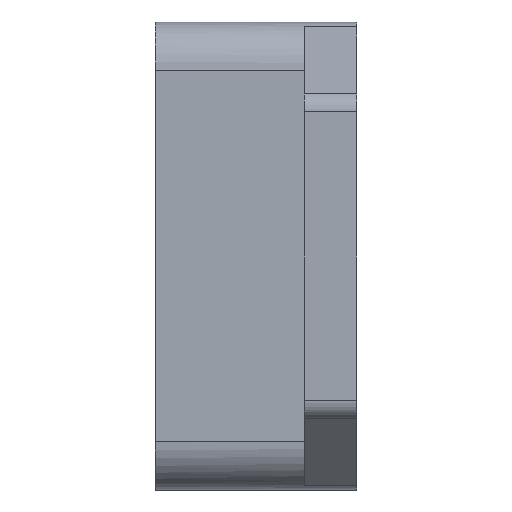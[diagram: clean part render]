
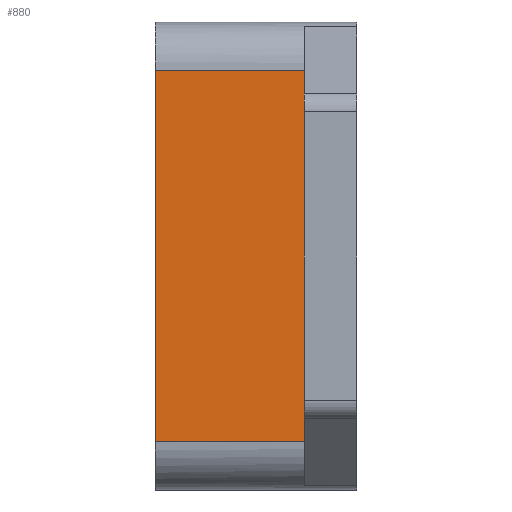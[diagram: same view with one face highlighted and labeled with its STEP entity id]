
A CAD part, left-side view. The second image highlights one B-rep face of the part: STEP entity #880.
In plain terms, the highlighted planar face has unit normal (-1, 0, 0).
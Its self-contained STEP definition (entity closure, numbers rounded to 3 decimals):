
#7 = EDGE_CURVE ( 'NONE', #3411, #3305, #2499, .T. ) ;
#43 = DIRECTION ( 'NONE',  ( 1., 0., 0. ) ) ;
#93 = LINE ( 'NONE', #3189, #3291 ) ;
#142 = EDGE_LOOP ( 'NONE', ( #597, #1184, #1827, #1217 ) ) ;
#204 = EDGE_CURVE ( 'NONE', #353, #3411, #93, .T. ) ;
#316 = EDGE_CURVE ( 'NONE', #353, #1229, #3548, .T. ) ;
#353 = VERTEX_POINT ( 'NONE', #3020 ) ;
#384 = EDGE_CURVE ( 'NONE', #1229, #3305, #2377, .T. ) ;
#597 = ORIENTED_EDGE ( 'NONE', *, *, #384, .T. ) ;
#753 = DIRECTION ( 'NONE',  ( 0., -1., 0. ) ) ;
#880 = ADVANCED_FACE ( 'NONE', ( #1362 ), #2286, .F. ) ;
#907 = DIRECTION ( 'NONE',  ( 0., 0., 1. ) ) ;
#1152 = DIRECTION ( 'NONE',  ( 0., 0., -1. ) ) ;
#1184 = ORIENTED_EDGE ( 'NONE', *, *, #7, .F. ) ;
#1217 = ORIENTED_EDGE ( 'NONE', *, *, #316, .T. ) ;
#1229 = VERTEX_POINT ( 'NONE', #2493 ) ;
#1276 = VECTOR ( 'NONE', #3582, 1000. ) ;
#1362 = FACE_OUTER_BOUND ( 'NONE', #142, .T. ) ;
#1554 = CARTESIAN_POINT ( 'NONE',  ( -32., 25., 23. ) ) ;
#1582 = CARTESIAN_POINT ( 'NONE',  ( -32., 25., -23. ) ) ;
#1671 = VECTOR ( 'NONE', #753, 1000. ) ;
#1827 = ORIENTED_EDGE ( 'NONE', *, *, #204, .F. ) ;
#2127 = CARTESIAN_POINT ( 'NONE',  ( -32., 6.5, 23. ) ) ;
#2273 = VECTOR ( 'NONE', #2967, 1000. ) ;
#2286 = PLANE ( 'NONE',  #3045 ) ;
#2329 = CARTESIAN_POINT ( 'NONE',  ( -32., 25., 0. ) ) ;
#2377 = LINE ( 'NONE', #3511, #2273 ) ;
#2445 = CARTESIAN_POINT ( 'NONE',  ( -32., 25., 23. ) ) ;
#2493 = CARTESIAN_POINT ( 'NONE',  ( -32., 6.5, -23. ) ) ;
#2499 = LINE ( 'NONE', #2445, #1276 ) ;
#2967 = DIRECTION ( 'NONE',  ( 0., 0., 1. ) ) ;
#3020 = CARTESIAN_POINT ( 'NONE',  ( -32., 25., -23. ) ) ;
#3045 = AXIS2_PLACEMENT_3D ( 'NONE', #2329, #43, #1152 ) ;
#3189 = CARTESIAN_POINT ( 'NONE',  ( -32., 25., 0. ) ) ;
#3291 = VECTOR ( 'NONE', #907, 1000. ) ;
#3305 = VERTEX_POINT ( 'NONE', #2127 ) ;
#3411 = VERTEX_POINT ( 'NONE', #1554 ) ;
#3511 = CARTESIAN_POINT ( 'NONE',  ( -32., 6.5, 0. ) ) ;
#3548 = LINE ( 'NONE', #1582, #1671 ) ;
#3582 = DIRECTION ( 'NONE',  ( 0., -1., 0. ) ) ;
